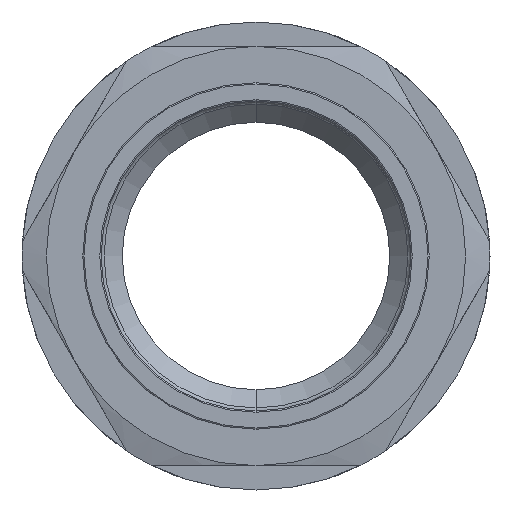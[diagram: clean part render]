
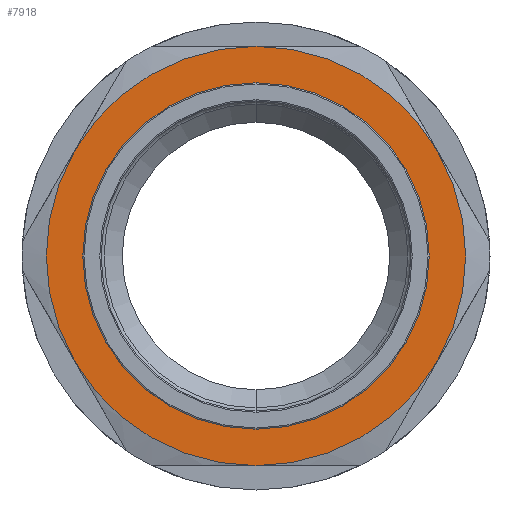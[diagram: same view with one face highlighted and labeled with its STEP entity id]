
A CAD part, front view. The second image highlights one B-rep face of the part: STEP entity #7918.
In plain terms, the highlighted planar face has unit normal (0, -1, 0).
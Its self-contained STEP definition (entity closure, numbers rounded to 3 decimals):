
#1 = CARTESIAN_POINT ( 'NONE',  ( 0., -36.7, 0. ) ) ;
#26 = CARTESIAN_POINT ( 'NONE',  ( 0., -36.7, 0. ) ) ;
#107 = CIRCLE ( 'NONE', #17315, 34.5 ) ;
#179 = PLANE ( 'NONE',  #2433 ) ;
#268 = FACE_OUTER_BOUND ( 'NONE', #13101, .T. ) ;
#310 = DIRECTION ( 'NONE',  ( 0., 1., 0. ) ) ;
#423 = EDGE_CURVE ( 'NONE', #1006, #15239, #1557, .T. ) ;
#1006 = VERTEX_POINT ( 'NONE', #2638 ) ;
#1557 = CIRCLE ( 'NONE', #2962, 34.5 ) ;
#2348 = CIRCLE ( 'NONE', #3757, 28.5 ) ;
#2433 = AXIS2_PLACEMENT_3D ( 'NONE', #4241, #8304, #4155 ) ;
#2456 = EDGE_LOOP ( 'NONE', ( #15127, #4814 ) ) ;
#2638 = CARTESIAN_POINT ( 'NONE',  ( -29.878, -36.7, 17.25 ) ) ;
#2762 = DIRECTION ( 'NONE',  ( 0., 0., 1. ) ) ;
#2774 = VERTEX_POINT ( 'NONE', #4170 ) ;
#2962 = AXIS2_PLACEMENT_3D ( 'NONE', #17441, #11873, #14437 ) ;
#3006 = CARTESIAN_POINT ( 'NONE',  ( 29.878, -36.7, -17.25 ) ) ;
#3526 = EDGE_CURVE ( 'NONE', #16535, #17346, #12011, .T. ) ;
#3757 = AXIS2_PLACEMENT_3D ( 'NONE', #14502, #6303, #11505 ) ;
#3886 = DIRECTION ( 'NONE',  ( 0., 0., 1. ) ) ;
#3973 = CARTESIAN_POINT ( 'NONE',  ( 0., -36.7, 0. ) ) ;
#4155 = DIRECTION ( 'NONE',  ( 0., 0., -1. ) ) ;
#4170 = CARTESIAN_POINT ( 'NONE',  ( -29.878, -36.7, -17.25 ) ) ;
#4241 = CARTESIAN_POINT ( 'NONE',  ( 0., -36.7, 0. ) ) ;
#4335 = VERTEX_POINT ( 'NONE', #6840 ) ;
#4367 = DIRECTION ( 'NONE',  ( 0., 0., 1. ) ) ;
#4595 = CARTESIAN_POINT ( 'NONE',  ( 0., -36.7, -28.5 ) ) ;
#4814 = ORIENTED_EDGE ( 'NONE', *, *, #10116, .T. ) ;
#5009 = CARTESIAN_POINT ( 'NONE',  ( 0., -36.7, -34.5 ) ) ;
#5267 = CIRCLE ( 'NONE', #15972, 34.5 ) ;
#5320 = AXIS2_PLACEMENT_3D ( 'NONE', #26, #13352, #2762 ) ;
#6303 = DIRECTION ( 'NONE',  ( 0., 1., 0. ) ) ;
#6357 = ORIENTED_EDGE ( 'NONE', *, *, #7704, .F. ) ;
#6392 = CIRCLE ( 'NONE', #13437, 34.5 ) ;
#6672 = AXIS2_PLACEMENT_3D ( 'NONE', #3973, #13157, #12181 ) ;
#6840 = CARTESIAN_POINT ( 'NONE',  ( 0., -36.7, 28.5 ) ) ;
#6851 = EDGE_CURVE ( 'NONE', #12604, #16535, #5267, .T. ) ;
#7271 = CARTESIAN_POINT ( 'NONE',  ( 29.878, -36.7, 17.25 ) ) ;
#7704 = EDGE_CURVE ( 'NONE', #15239, #12604, #6392, .T. ) ;
#7918 = ADVANCED_FACE ( 'NONE', ( #12183, #268 ), #179, .T. ) ;
#7950 = DIRECTION ( 'NONE',  ( 0., 1., 0. ) ) ;
#8304 = DIRECTION ( 'NONE',  ( 0., -1., 0. ) ) ;
#9030 = DIRECTION ( 'NONE',  ( 0., 1., 0. ) ) ;
#9572 = ORIENTED_EDGE ( 'NONE', *, *, #3526, .F. ) ;
#9802 = DIRECTION ( 'NONE',  ( 0., 1., 0. ) ) ;
#10095 = CARTESIAN_POINT ( 'NONE',  ( 0., -36.7, 0. ) ) ;
#10116 = EDGE_CURVE ( 'NONE', #4335, #15389, #2348, .T. ) ;
#10682 = AXIS2_PLACEMENT_3D ( 'NONE', #13605, #9802, #11131 ) ;
#11078 = EDGE_CURVE ( 'NONE', #17346, #2774, #107, .T. ) ;
#11131 = DIRECTION ( 'NONE',  ( 0., 0., -1. ) ) ;
#11505 = DIRECTION ( 'NONE',  ( 0., 0., -1. ) ) ;
#11623 = ORIENTED_EDGE ( 'NONE', *, *, #423, .F. ) ;
#11816 = CIRCLE ( 'NONE', #10682, 28.5 ) ;
#11873 = DIRECTION ( 'NONE',  ( 0., 1., 0. ) ) ;
#12011 = CIRCLE ( 'NONE', #6672, 34.5 ) ;
#12181 = DIRECTION ( 'NONE',  ( 0., 0., 1. ) ) ;
#12183 = FACE_BOUND ( 'NONE', #2456, .T. ) ;
#12458 = CARTESIAN_POINT ( 'NONE',  ( 0., -36.7, 34.5 ) ) ;
#12604 = VERTEX_POINT ( 'NONE', #7271 ) ;
#12919 = CIRCLE ( 'NONE', #5320, 34.5 ) ;
#13101 = EDGE_LOOP ( 'NONE', ( #17320, #9572, #14624, #6357, #11623, #14147 ) ) ;
#13157 = DIRECTION ( 'NONE',  ( 0., 1., 0. ) ) ;
#13352 = DIRECTION ( 'NONE',  ( 0., 1., 0. ) ) ;
#13437 = AXIS2_PLACEMENT_3D ( 'NONE', #17149, #9030, #3886 ) ;
#13605 = CARTESIAN_POINT ( 'NONE',  ( 0., -36.7, 0. ) ) ;
#14147 = ORIENTED_EDGE ( 'NONE', *, *, #14172, .F. ) ;
#14172 = EDGE_CURVE ( 'NONE', #2774, #1006, #12919, .T. ) ;
#14437 = DIRECTION ( 'NONE',  ( 0., 0., 1. ) ) ;
#14502 = CARTESIAN_POINT ( 'NONE',  ( 0., -36.7, 0. ) ) ;
#14624 = ORIENTED_EDGE ( 'NONE', *, *, #6851, .F. ) ;
#14919 = DIRECTION ( 'NONE',  ( 0., 0., 1. ) ) ;
#15127 = ORIENTED_EDGE ( 'NONE', *, *, #15189, .T. ) ;
#15189 = EDGE_CURVE ( 'NONE', #15389, #4335, #11816, .T. ) ;
#15239 = VERTEX_POINT ( 'NONE', #12458 ) ;
#15389 = VERTEX_POINT ( 'NONE', #4595 ) ;
#15972 = AXIS2_PLACEMENT_3D ( 'NONE', #1, #7950, #14919 ) ;
#16535 = VERTEX_POINT ( 'NONE', #3006 ) ;
#17149 = CARTESIAN_POINT ( 'NONE',  ( 0., -36.7, 0. ) ) ;
#17315 = AXIS2_PLACEMENT_3D ( 'NONE', #10095, #310, #4367 ) ;
#17320 = ORIENTED_EDGE ( 'NONE', *, *, #11078, .F. ) ;
#17346 = VERTEX_POINT ( 'NONE', #5009 ) ;
#17441 = CARTESIAN_POINT ( 'NONE',  ( 0., -36.7, 0. ) ) ;
